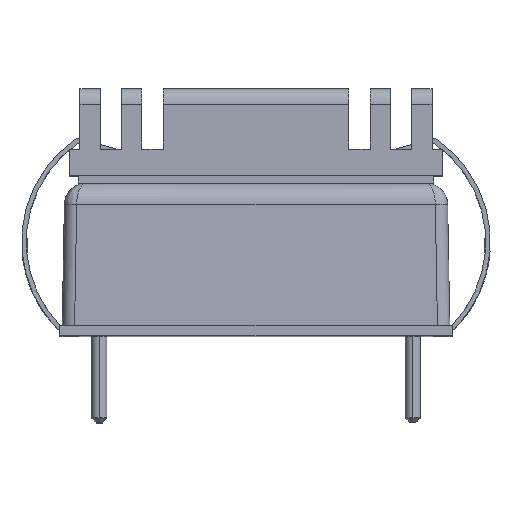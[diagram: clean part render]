
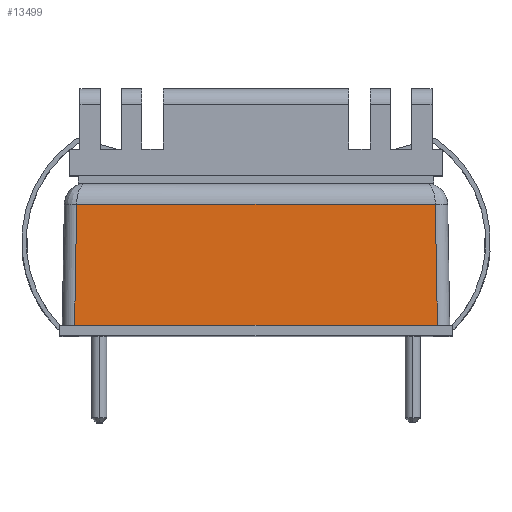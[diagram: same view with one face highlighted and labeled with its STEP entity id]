
A CAD part, top view. The second image highlights one B-rep face of the part: STEP entity #13499.
In plain terms, the highlighted planar face has unit normal (0, 0.018, 1).
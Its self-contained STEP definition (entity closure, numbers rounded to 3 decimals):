
#492 = CARTESIAN_POINT ( 'NONE',  ( 12.55, 7.824, 12.413 ) ) ;
#965 = VERTEX_POINT ( 'NONE', #1166 ) ;
#1166 = CARTESIAN_POINT ( 'NONE',  ( 11.614, 7.824, 12.413 ) ) ;
#1266 = VECTOR ( 'NONE', #14688, 1000. ) ;
#1410 = VECTOR ( 'NONE', #2779, 1000. ) ;
#1792 = CARTESIAN_POINT ( 'NONE',  ( 11.75, 0., 12.55 ) ) ;
#2600 = ORIENTED_EDGE ( 'NONE', *, *, #8385, .T. ) ;
#2779 = DIRECTION ( 'NONE',  ( -1., 0., 0. ) ) ;
#3244 = CARTESIAN_POINT ( 'NONE',  ( 11.75, -0.014, 12.55 ) ) ;
#3863 = CARTESIAN_POINT ( 'NONE',  ( 12.55, 0., 12.55 ) ) ;
#4982 = PLANE ( 'NONE',  #14837 ) ;
#5028 = DIRECTION ( 'NONE',  ( 0., -1., 0.017 ) ) ;
#5542 = VERTEX_POINT ( 'NONE', #1792 ) ;
#5677 = CARTESIAN_POINT ( 'NONE',  ( 12.55, 0., 12.55 ) ) ;
#6009 = CARTESIAN_POINT ( 'NONE',  ( -11.614, 7.824, 12.413 ) ) ;
#6013 = VECTOR ( 'NONE', #11444, 1000. ) ;
#6133 = EDGE_CURVE ( 'NONE', #5542, #965, #13130, .T. ) ;
#7518 = VERTEX_POINT ( 'NONE', #6009 ) ;
#7600 = EDGE_CURVE ( 'NONE', #7518, #12010, #8768, .T. ) ;
#8385 = EDGE_CURVE ( 'NONE', #12010, #5542, #9408, .T. ) ;
#8399 = VECTOR ( 'NONE', #14138, 1000. ) ;
#8768 = LINE ( 'NONE', #12971, #8399 ) ;
#8890 = CARTESIAN_POINT ( 'NONE',  ( -11.75, 0., 12.55 ) ) ;
#9166 = ORIENTED_EDGE ( 'NONE', *, *, #13529, .T. ) ;
#9408 = LINE ( 'NONE', #5677, #6013 ) ;
#10221 = LINE ( 'NONE', #492, #1410 ) ;
#10295 = ORIENTED_EDGE ( 'NONE', *, *, #7600, .T. ) ;
#10604 = ORIENTED_EDGE ( 'NONE', *, *, #6133, .T. ) ;
#11081 = EDGE_LOOP ( 'NONE', ( #9166, #10295, #2600, #10604 ) ) ;
#11444 = DIRECTION ( 'NONE',  ( 1., 0., 0. ) ) ;
#11905 = DIRECTION ( 'NONE',  ( 0., 0.017, 1. ) ) ;
#12010 = VERTEX_POINT ( 'NONE', #8890 ) ;
#12747 = FACE_OUTER_BOUND ( 'NONE', #11081, .T. ) ;
#12971 = CARTESIAN_POINT ( 'NONE',  ( -11.743, 0.424, 12.543 ) ) ;
#13130 = LINE ( 'NONE', #3244, #1266 ) ;
#13499 = ADVANCED_FACE ( 'NONE', ( #12747 ), #4982, .T. ) ;
#13529 = EDGE_CURVE ( 'NONE', #965, #7518, #10221, .T. ) ;
#14138 = DIRECTION ( 'NONE',  ( -0.017, -1., 0.017 ) ) ;
#14688 = DIRECTION ( 'NONE',  ( -0.017, 1., -0.017 ) ) ;
#14837 = AXIS2_PLACEMENT_3D ( 'NONE', #3863, #11905, #5028 ) ;
